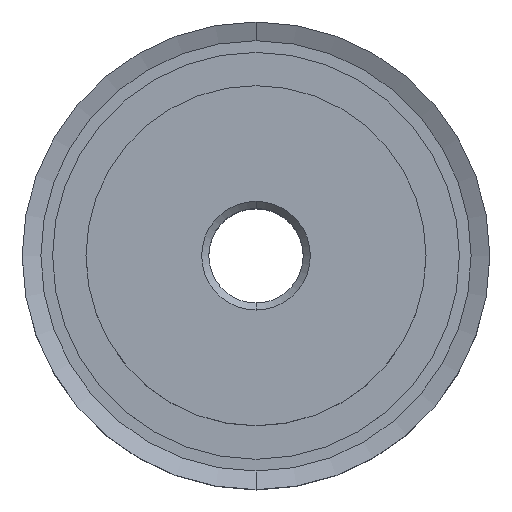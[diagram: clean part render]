
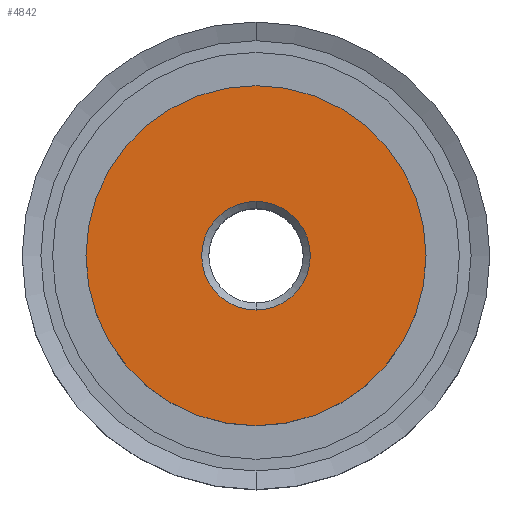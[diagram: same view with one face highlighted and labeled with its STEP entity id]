
A CAD part, top view. The second image highlights one B-rep face of the part: STEP entity #4842.
In plain terms, the highlighted planar face has unit normal (0, 0, 1).
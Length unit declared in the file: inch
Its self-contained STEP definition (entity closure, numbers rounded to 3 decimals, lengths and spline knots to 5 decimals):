
#6 = EDGE_LOOP ( 'NONE', ( #5897, #1168 ) ) ;
#221 = VERTEX_POINT ( 'NONE', #885 ) ;
#415 = DIRECTION ( 'NONE',  ( -1., 0., 0. ) ) ;
#467 = CARTESIAN_POINT ( 'NONE',  ( 0., 0.35937, 0.5 ) ) ;
#885 = CARTESIAN_POINT ( 'NONE',  ( -1.125, 0., 0.5 ) ) ;
#1096 = CARTESIAN_POINT ( 'NONE',  ( 1.125, 0., 0.5 ) ) ;
#1168 = ORIENTED_EDGE ( 'NONE', *, *, #8296, .F. ) ;
#1607 = ORIENTED_EDGE ( 'NONE', *, *, #3159, .T. ) ;
#1865 = EDGE_CURVE ( 'NONE', #221, #4843, #2211, .T. ) ;
#1885 = DIRECTION ( 'NONE',  ( 1., 0., 0. ) ) ;
#1910 = CARTESIAN_POINT ( 'NONE',  ( 0., 0., 0.5 ) ) ;
#2211 = CIRCLE ( 'NONE', #7297, 1.125 ) ;
#2679 = DIRECTION ( 'NONE',  ( -1., 0., 0. ) ) ;
#2802 = CARTESIAN_POINT ( 'NONE',  ( 0., 0., 0.5 ) ) ;
#2934 = CARTESIAN_POINT ( 'NONE',  ( 0., -0.35937, 0.5 ) ) ;
#3159 = EDGE_CURVE ( 'NONE', #3423, #6779, #8004, .T. ) ;
#3196 = CIRCLE ( 'NONE', #3901, 0.35937 ) ;
#3293 = CARTESIAN_POINT ( 'NONE',  ( 0., 0., 0.5 ) ) ;
#3416 = PLANE ( 'NONE',  #9458 ) ;
#3423 = VERTEX_POINT ( 'NONE', #467 ) ;
#3593 = DIRECTION ( 'NONE',  ( 1., 0., 0. ) ) ;
#3901 = AXIS2_PLACEMENT_3D ( 'NONE', #2802, #8251, #3593 ) ;
#4073 = DIRECTION ( 'NONE',  ( 1., 0., 0. ) ) ;
#4283 = AXIS2_PLACEMENT_3D ( 'NONE', #9792, #5086, #415 ) ;
#4454 = EDGE_CURVE ( 'NONE', #6779, #3423, #3196, .T. ) ;
#4648 = FACE_OUTER_BOUND ( 'NONE', #6, .T. ) ;
#4842 = ADVANCED_FACE ( 'NONE', ( #4648, #6721 ), #3416, .T. ) ;
#4843 = VERTEX_POINT ( 'NONE', #1096 ) ;
#5086 = DIRECTION ( 'NONE',  ( 0., 0., -1. ) ) ;
#5375 = EDGE_LOOP ( 'NONE', ( #6885, #1607 ) ) ;
#5755 = CARTESIAN_POINT ( 'NONE',  ( 1.125, 0., 0.5 ) ) ;
#5897 = ORIENTED_EDGE ( 'NONE', *, *, #1865, .F. ) ;
#6536 = DIRECTION ( 'NONE',  ( 0., 0., 1. ) ) ;
#6721 = FACE_BOUND ( 'NONE', #5375, .T. ) ;
#6779 = VERTEX_POINT ( 'NONE', #2934 ) ;
#6885 = ORIENTED_EDGE ( 'NONE', *, *, #4454, .T. ) ;
#7297 = AXIS2_PLACEMENT_3D ( 'NONE', #1910, #7337, #2679 ) ;
#7337 = DIRECTION ( 'NONE',  ( 0., 0., -1. ) ) ;
#8004 = CIRCLE ( 'NONE', #9126, 0.35937 ) ;
#8251 = DIRECTION ( 'NONE',  ( 0., 0., -1. ) ) ;
#8296 = EDGE_CURVE ( 'NONE', #4843, #221, #9874, .T. ) ;
#8748 = DIRECTION ( 'NONE',  ( 0., 0., -1. ) ) ;
#9126 = AXIS2_PLACEMENT_3D ( 'NONE', #3293, #8748, #4073 ) ;
#9458 = AXIS2_PLACEMENT_3D ( 'NONE', #5755, #6536, #1885 ) ;
#9792 = CARTESIAN_POINT ( 'NONE',  ( 0., 0., 0.5 ) ) ;
#9874 = CIRCLE ( 'NONE', #4283, 1.125 ) ;
